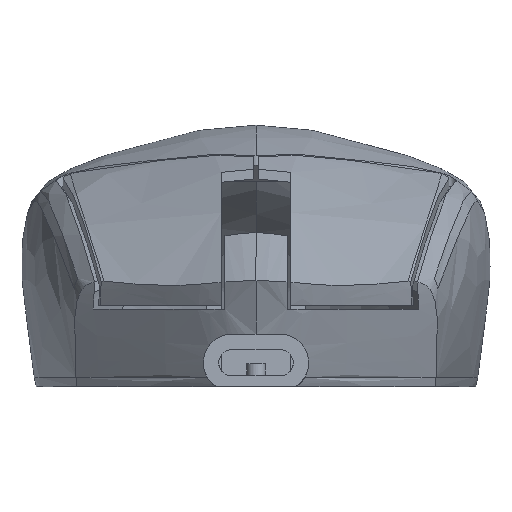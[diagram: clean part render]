
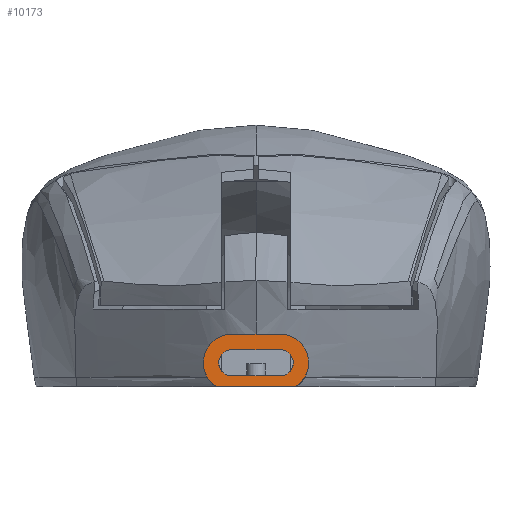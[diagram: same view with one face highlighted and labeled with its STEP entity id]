
A CAD part, front view. The second image highlights one B-rep face of the part: STEP entity #10173.
In plain terms, the highlighted planar face has unit normal (0, -1, 0).
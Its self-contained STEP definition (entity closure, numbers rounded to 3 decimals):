
#113=FACE_BOUND('',#1266,.T.);
#688=FACE_OUTER_BOUND('',#1265,.T.);
#1265=EDGE_LOOP('',(#6741,#6742,#6743,#6744));
#1266=EDGE_LOOP('',(#6745,#6746,#6747,#6748));
#1914=LINE('',#13934,#2845);
#1937=LINE('',#14241,#2868);
#1938=LINE('',#14243,#2869);
#1940=LINE('',#14252,#2871);
#2845=VECTOR('',#11520,10.);
#2868=VECTOR('',#11571,10.);
#2869=VECTOR('',#11574,10.);
#2871=VECTOR('',#11578,10.);
#3762=CIRCLE('',#10757,1.7);
#3763=CIRCLE('',#10759,3.7);
#3775=CIRCLE('',#10776,3.7);
#3776=CIRCLE('',#10778,1.7);
#3999=VERTEX_POINT('',#13857);
#4000=VERTEX_POINT('',#13859);
#4001=VERTEX_POINT('',#13863);
#4002=VERTEX_POINT('',#13865);
#4017=VERTEX_POINT('',#13932);
#4065=VERTEX_POINT('',#14231);
#4066=VERTEX_POINT('',#14235);
#4067=VERTEX_POINT('',#14237);
#5053=EDGE_CURVE('',#4000,#3999,#3762,.T.);
#5056=EDGE_CURVE('',#4002,#4001,#3763,.T.);
#5075=EDGE_CURVE('',#4001,#4017,#1914,.T.);
#5127=EDGE_CURVE('',#4017,#4065,#3775,.T.);
#5129=EDGE_CURVE('',#4067,#4066,#3776,.T.);
#5131=EDGE_CURVE('',#3999,#4067,#1937,.T.);
#5132=EDGE_CURVE('',#4066,#4000,#1938,.T.);
#5135=EDGE_CURVE('',#4065,#4002,#1940,.T.);
#6741=ORIENTED_EDGE('',*,*,#5056,.T.);
#6742=ORIENTED_EDGE('',*,*,#5075,.T.);
#6743=ORIENTED_EDGE('',*,*,#5127,.T.);
#6744=ORIENTED_EDGE('',*,*,#5135,.T.);
#6745=ORIENTED_EDGE('',*,*,#5132,.T.);
#6746=ORIENTED_EDGE('',*,*,#5053,.T.);
#6747=ORIENTED_EDGE('',*,*,#5131,.T.);
#6748=ORIENTED_EDGE('',*,*,#5129,.T.);
#9765=PLANE('',#10783);
#10173=ADVANCED_FACE('',(#688,#113),#9765,.T.);
#10757=AXIS2_PLACEMENT_3D('',#13860,#11489,#11490);
#10759=AXIS2_PLACEMENT_3D('',#13866,#11495,#11496);
#10776=AXIS2_PLACEMENT_3D('',#14233,#11561,#11562);
#10778=AXIS2_PLACEMENT_3D('',#14238,#11566,#11567);
#10783=AXIS2_PLACEMENT_3D('',#14268,#11583,#11584);
#11489=DIRECTION('center_axis',(0.,1.,0.));
#11490=DIRECTION('ref_axis',(0.,0.,1.));
#11495=DIRECTION('center_axis',(0.,-1.,0.));
#11496=DIRECTION('ref_axis',(0.,0.,1.));
#11520=DIRECTION('',(-1.,0.,0.));
#11561=DIRECTION('center_axis',(0.,-1.,0.));
#11562=DIRECTION('ref_axis',(0.,0.,-1.));
#11566=DIRECTION('center_axis',(0.,1.,0.));
#11567=DIRECTION('ref_axis',(0.,0.,-1.));
#11571=DIRECTION('',(-1.,0.,0.));
#11574=DIRECTION('',(1.,0.,0.));
#11578=DIRECTION('',(1.,0.,0.));
#11583=DIRECTION('center_axis',(0.,-1.,0.));
#11584=DIRECTION('ref_axis',(0.,0.,-1.));
#13857=CARTESIAN_POINT('',(3.1,-52.7,1.4));
#13859=CARTESIAN_POINT('',(3.1,-52.7,4.8));
#13860=CARTESIAN_POINT('Origin',(3.1,-52.7,3.1));
#13863=CARTESIAN_POINT('',(3.1,-52.7,6.8));
#13865=CARTESIAN_POINT('',(5.12,-52.7,0.));
#13866=CARTESIAN_POINT('Origin',(3.1,-52.7,3.1));
#13932=CARTESIAN_POINT('',(-3.1,-52.7,6.8));
#13934=CARTESIAN_POINT('',(1.55,-52.7,6.8));
#14231=CARTESIAN_POINT('',(-5.12,-52.7,0.));
#14233=CARTESIAN_POINT('Origin',(-3.1,-52.7,3.1));
#14235=CARTESIAN_POINT('',(-3.1,-52.7,4.8));
#14237=CARTESIAN_POINT('',(-3.1,-52.7,1.4));
#14238=CARTESIAN_POINT('Origin',(-3.1,-52.7,3.1));
#14241=CARTESIAN_POINT('',(1.55,-52.7,1.4));
#14243=CARTESIAN_POINT('',(-1.55,-52.7,4.8));
#14252=CARTESIAN_POINT('',(-2.56,-52.7,0.));
#14268=CARTESIAN_POINT('Origin',(0.,-52.7,3.4));
